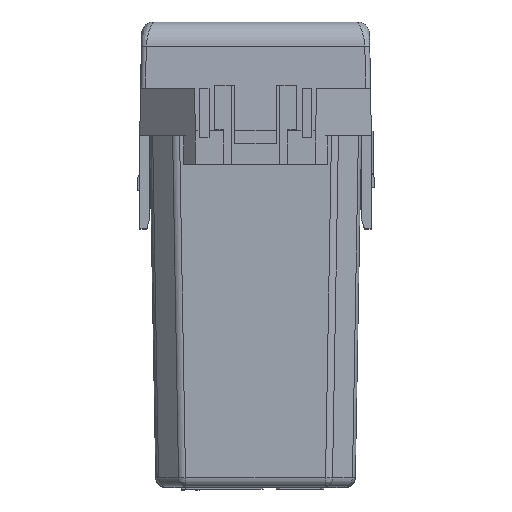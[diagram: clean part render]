
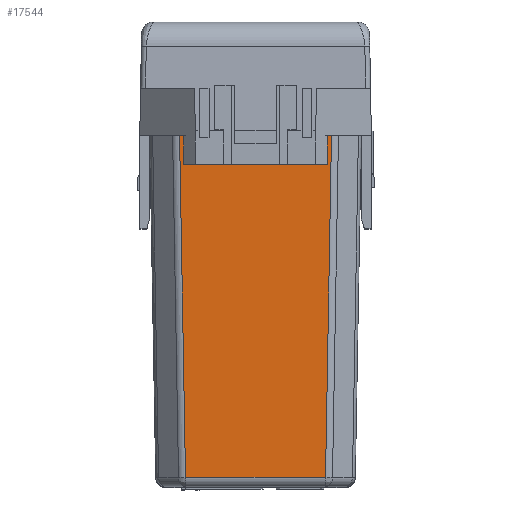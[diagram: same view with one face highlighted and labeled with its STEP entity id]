
A CAD part, top view. The second image highlights one B-rep face of the part: STEP entity #17544.
In plain terms, the highlighted face is planar.
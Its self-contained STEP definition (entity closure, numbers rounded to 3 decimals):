
#823 = VERTEX_POINT ( 'NONE', #954 ) ;
#954 = CARTESIAN_POINT ( 'NONE',  ( 7.676, 20.491, 35.5 ) ) ;
#2914 = CARTESIAN_POINT ( 'NONE',  ( -7.074, 19.889, 0.983 ) ) ;
#2924 = ORIENTED_EDGE ( 'NONE', *, *, #27718, .T. ) ;
#3454 = CARTESIAN_POINT ( 'NONE',  ( 0., 20.491, 35.5 ) ) ;
#4004 = LINE ( 'NONE', #21069, #11171 ) ;
#4752 = VERTEX_POINT ( 'NONE', #2914 ) ;
#7678 = LINE ( 'NONE', #15214, #26801 ) ;
#8670 = CARTESIAN_POINT ( 'NONE',  ( 7.073, 19.889, 0.983 ) ) ;
#9818 = VECTOR ( 'NONE', #28372, 1000. ) ;
#11171 = VECTOR ( 'NONE', #21403, 1000. ) ;
#13777 = CARTESIAN_POINT ( 'NONE',  ( -7.074, 19.889, 0.983 ) ) ;
#14212 = VERTEX_POINT ( 'NONE', #18399 ) ;
#14423 = VECTOR ( 'NONE', #25928, 1000. ) ;
#15214 = CARTESIAN_POINT ( 'NONE',  ( -10.7, 19.889, 0.983 ) ) ;
#16840 = DIRECTION ( 'NONE',  ( 0., 1., -0.017 ) ) ;
#17544 = ADVANCED_FACE ( 'NONE', ( #19450 ), #24706, .T. ) ;
#17609 = ORIENTED_EDGE ( 'NONE', *, *, #32292, .T. ) ;
#18077 = EDGE_LOOP ( 'NONE', ( #25231, #17609, #2924, #23212 ) ) ;
#18357 = LINE ( 'NONE', #13777, #9818 ) ;
#18399 = CARTESIAN_POINT ( 'NONE',  ( -7.677, 20.491, 35.5 ) ) ;
#19125 = EDGE_CURVE ( 'NONE', #823, #23421, #4004, .T. ) ;
#19450 = FACE_OUTER_BOUND ( 'NONE', #18077, .T. ) ;
#21069 = CARTESIAN_POINT ( 'NONE',  ( 7.676, 20.491, 35.5 ) ) ;
#21403 = DIRECTION ( 'NONE',  ( -0.017, -0.017, -1. ) ) ;
#22776 = EDGE_CURVE ( 'NONE', #14212, #823, #22990, .T. ) ;
#22990 = LINE ( 'NONE', #3454, #14423 ) ;
#23212 = ORIENTED_EDGE ( 'NONE', *, *, #22776, .T. ) ;
#23421 = VERTEX_POINT ( 'NONE', #8670 ) ;
#24706 = PLANE ( 'NONE',  #31748 ) ;
#25222 = DIRECTION ( 'NONE',  ( -1., 0., 0. ) ) ;
#25231 = ORIENTED_EDGE ( 'NONE', *, *, #19125, .T. ) ;
#25928 = DIRECTION ( 'NONE',  ( 1., 0., 0. ) ) ;
#26801 = VECTOR ( 'NONE', #25222, 1000. ) ;
#26846 = DIRECTION ( 'NONE',  ( 0., 0.017, 1. ) ) ;
#27718 = EDGE_CURVE ( 'NONE', #4752, #14212, #18357, .T. ) ;
#28372 = DIRECTION ( 'NONE',  ( -0.017, 0.017, 1. ) ) ;
#29636 = CARTESIAN_POINT ( 'NONE',  ( -10.7, 20.5, 36. ) ) ;
#31748 = AXIS2_PLACEMENT_3D ( 'NONE', #29636, #16840, #26846 ) ;
#32292 = EDGE_CURVE ( 'NONE', #23421, #4752, #7678, .T. ) ;
